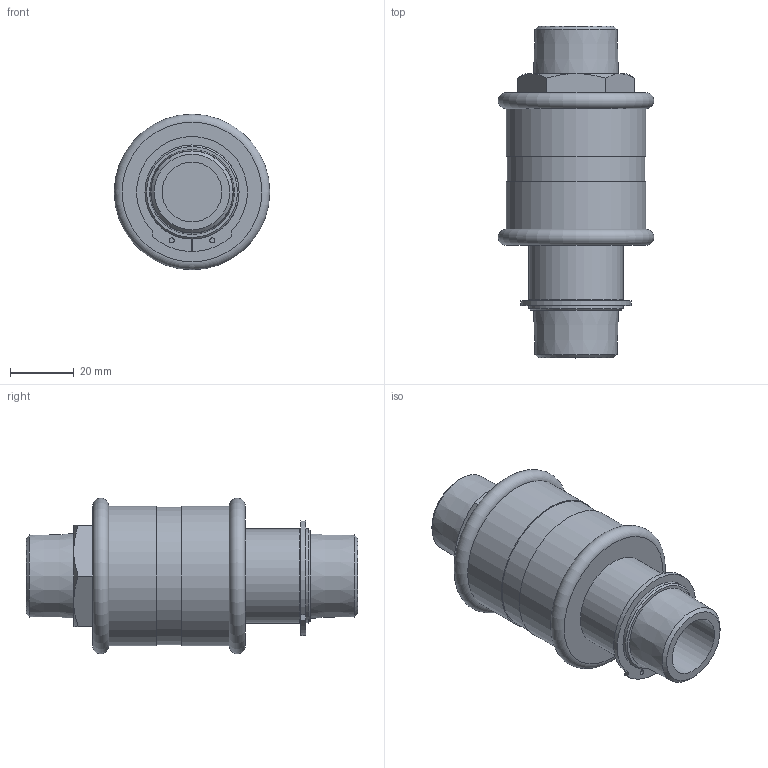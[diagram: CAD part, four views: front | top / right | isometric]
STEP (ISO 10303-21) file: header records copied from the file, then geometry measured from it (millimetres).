
FILE_DESCRIPTION((''),'2;1');
FILE_NAME('CDC Products 3D Ass''HSV06.stp','2009-02-12T16:53:52',('Microsoft'),(''),'Autodesk Inventor 2008','Autodesk Inventor 2008','');
FILE_SCHEMA(('AUTOMOTIVE_DESIGN { 1 0 10303 214 1 1 1 1 }'));
Length unit declared in the file: millimetre
Products named in the file (1): HSV06
Bounding box: 48.98 x 104.5 x 48.98 mm (x, y, z)
Volume: 84646.5 mm3; surface area: 22992.2 mm2
Topology: 1 solids, 1 shells, 59 faces, 121 edges, 74 vertices
Faces by surface type: plane 25, cone 18, cylinder 14, torus 2
Full cylindrical faces by diameter (mm): 1.6 x2, 18.8 x2, 28.6 x1, 29.65 x2, 37.2 x1, 43.4 x1, 44 x2
Entity records: 1444 total; most frequent: CARTESIAN_POINT 280, DIRECTION 248, ORIENTED_EDGE 200, AXIS2_PLACEMENT_3D 112, EDGE_CURVE 100, EDGE_LOOP 92, VERTEX_POINT 72, FACE_OUTER_BOUND 59
